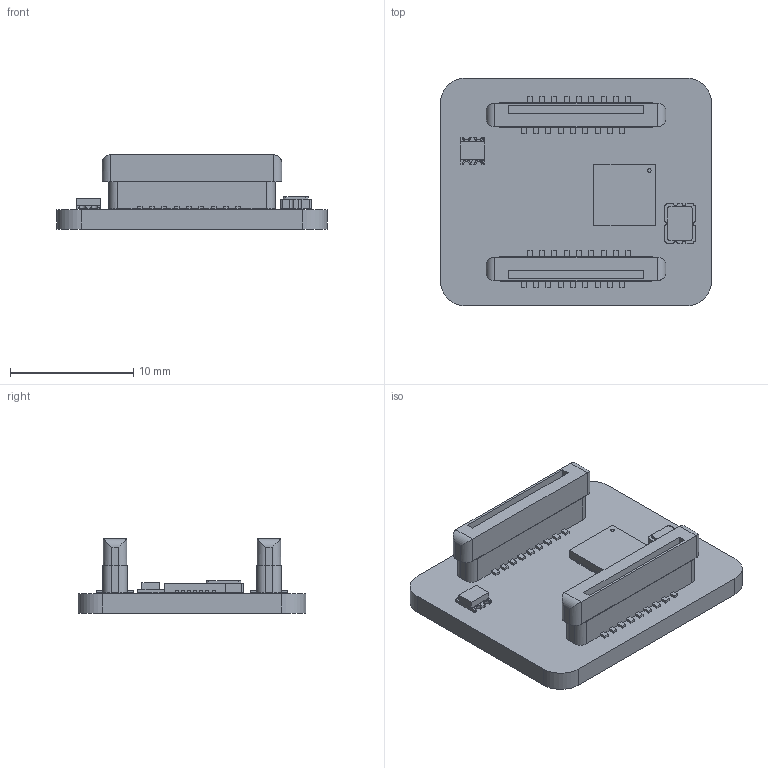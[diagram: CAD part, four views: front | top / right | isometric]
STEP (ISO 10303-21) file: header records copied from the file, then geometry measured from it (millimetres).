
FILE_DESCRIPTION(('KiCad electronic assembly'),'2;1');
FILE_NAME('hc32l110.step','2023-02-23T12:11:03',('Pcbnew'),('Kicad'), 'Open CASCADE STEP processor 7.5','KiCad to STEP converter','Unknown' );
FILE_SCHEMA(('AUTOMOTIVE_DESIGN { 1 0 10303 214 1 1 1 1 }'));
Length unit declared in the file: millimetre
Products named in the file (44): hc32l110 1; XF2J-1824-12A; SOLID; WS2812-2020; ads1293; xtal3225; hc32l110 PCB
Assembly tree (44 placements, depth 3):
  hc32l110 1
    XF2J-1824-12A  x2
      SOLID
    WS2812-2020
      SOLID
      SOLID
      SOLID
      SOLID
      SOLID
      SOLID
    ads1293
      SOLID
      SOLID
      SOLID
      SOLID
      SOLID
      SOLID
      SOLID
      SOLID
      SOLID
      SOLID
      SOLID
      SOLID
      SOLID
      SOLID
      SOLID
      SOLID
      SOLID
      SOLID
      SOLID
      SOLID
      SOLID
      SOLID
      SOLID
      SOLID
      SOLID
      SOLID
      SOLID
      SOLID
      SOLID
      SOLID
    xtal3225
      SOLID
    hc32l110 PCB
Bounding box: 22 x 18.5 x 6.05 mm (x, y, z)
Volume: 860.3 mm3; surface area: 1673.1 mm2
Topology: 40 solids, 40 shells, 650 faces, 1656 edges, 1091 vertices
Faces by surface type: plane 590, cylinder 59, bspline 1
Full cylindrical faces by diameter (mm): 0.3 x1
Entity records: 36313 total; most frequent: CARTESIAN_POINT 6229, DIRECTION 5313, LINE 3871, VECTOR 3871, ORIENTED_EDGE 2740, PCURVE 2740, DEFINITIONAL_REPRESENTATION 2740, EDGE_CURVE 1370
